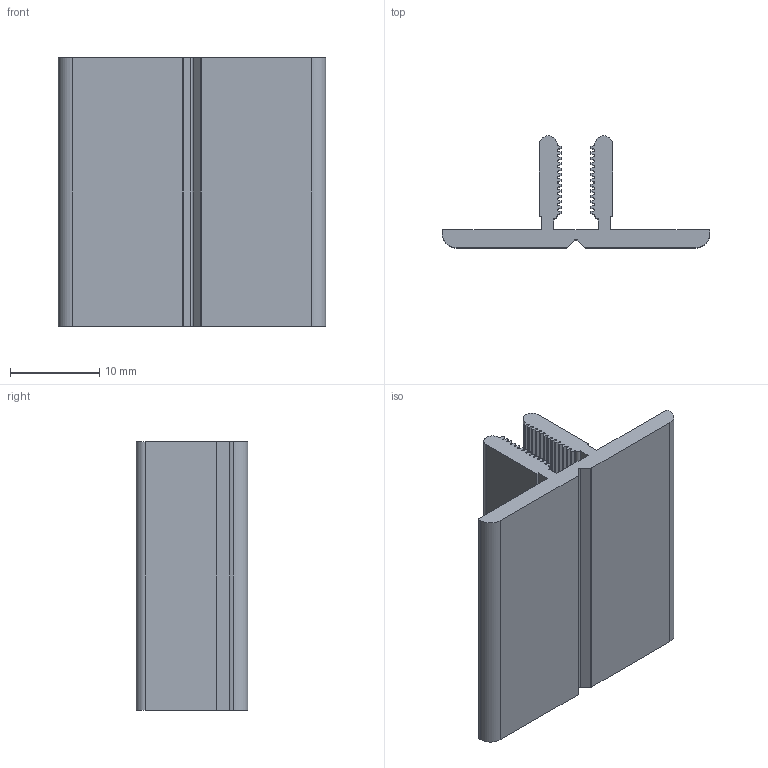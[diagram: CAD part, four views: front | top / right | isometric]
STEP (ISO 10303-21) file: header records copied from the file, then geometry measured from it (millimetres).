
FILE_DESCRIPTION (( 'STEP AP203' ), '1' );
FILE_NAME ('AL-PL-302S-A Çàæèìíîé ïðîôèëü 2S ñåðèÿ 30 àíîäèðîâàííûé.STEP', '2023-11-20T13:56:28', ( '' ), ( '' ), 'SwSTEP 2.0', 'SolidWorks 2021', '' );
FILE_SCHEMA (( 'CONFIG_CONTROL_DESIGN' ));
Length unit declared in the file: millimetre
Products named in the file (1): AL-PL-302S-A Çàæèìíîé ïðîôèëü 2S ñåðèÿ 30 àíîäèðîâàííûé
Bounding box: 29.93 x 12.5 x 30 mm (x, y, z)
Volume: 3039.8 mm3; surface area: 3882.3 mm2
Topology: 1 solids, 1 shells, 170 faces, 504 edges, 336 vertices
Faces by surface type: cylinder 101, plane 69
Entity records: 5847 total; most frequent: DIRECTION 1048, CARTESIAN_POINT 1011, ORIENTED_EDGE 1008, EDGE_CURVE 504, AXIS2_PLACEMENT_3D 373, VERTEX_POINT 336, VECTOR 302, LINE 302
